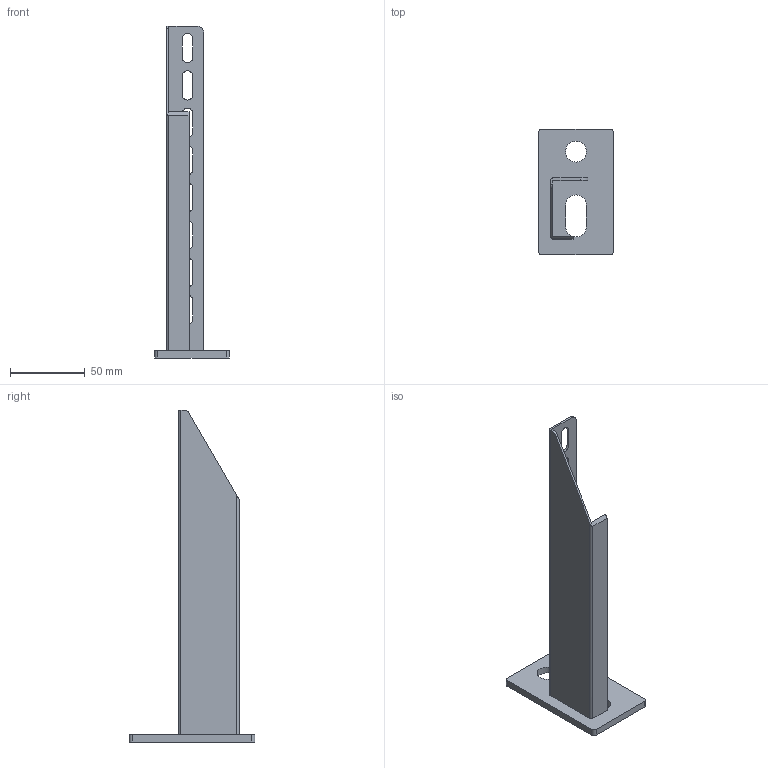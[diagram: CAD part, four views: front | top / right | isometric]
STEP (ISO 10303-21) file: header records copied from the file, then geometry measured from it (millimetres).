
FILE_DESCRIPTION (( 'STEP AP214' ), '1' );
FILE_NAME ('LC-CRP200_3D.step', '2023-05-09T16:29:49', ( '' ), ( '' ), 'SwSTEP 2.0', 'SolidWorks 2022', '' );
FILE_SCHEMA (( 'AUTOMOTIVE_DESIGN' ));
Length unit declared in the file: millimetre
Products named in the file (1): LC-CRP200_3D
Bounding box: 50 x 84 x 222 mm (x, y, z)
Volume: 38346.3 mm3; surface area: 38128.6 mm2
Topology: 1 solids, 1 shells, 72 faces, 207 edges, 138 vertices
Faces by surface type: cylinder 38, plane 34
Entity records: 2459 total; most frequent: DIRECTION 425, CARTESIAN_POINT 424, ORIENTED_EDGE 414, EDGE_CURVE 207, AXIS2_PLACEMENT_3D 147, VERTEX_POINT 138, LINE 131, VECTOR 131
